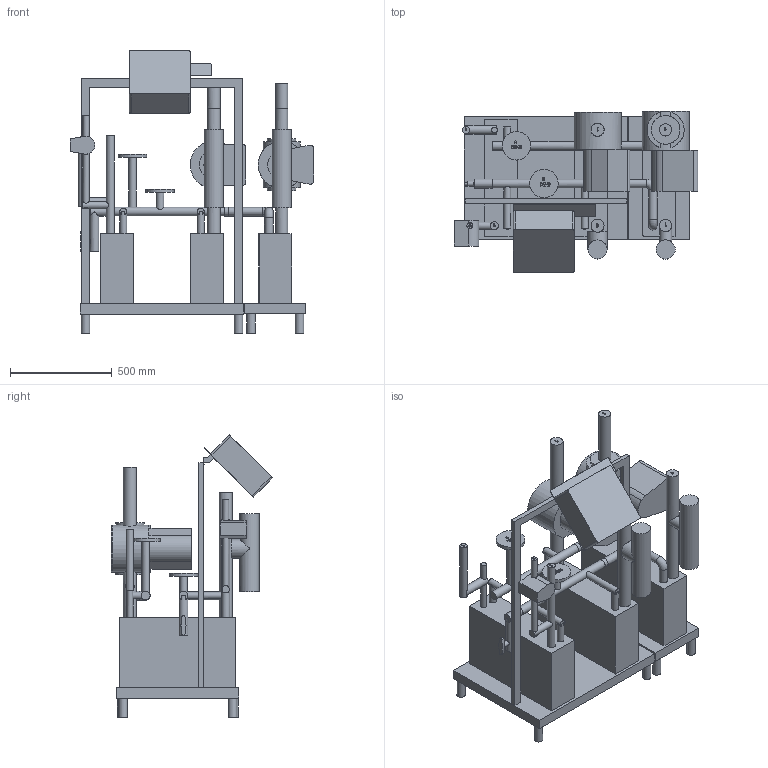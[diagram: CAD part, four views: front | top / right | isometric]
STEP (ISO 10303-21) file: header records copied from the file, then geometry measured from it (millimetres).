
FILE_DESCRIPTION(/* description */ (''),/* implementation_level */ '2;1');
FILE_NAME(/* name */ 'Matilda V3-R5+X5 D 1127001847 + 1127001860.stp',/* time_stamp */ '2020-11-10T13:35:31+01:00',/* author */ ('3113hani'),/* organization */ (''),/* preprocessor_version */ 'ST-DEVELOPER v17',/* originating_system */ 'Autodesk Inventor 2018',/* authorisation */ '');
FILE_SCHEMA (('CONFIG_CONTROL_DESIGN'));
Length unit declared in the file: millimetre
Products named in the file (1): Part2
Bounding box: 1196.46 x 791.81 x 1387 mm (x, y, z)
Volume: 193847828.5 mm3; surface area: 6177987.8 mm2
Topology: 6 solids, 6 shells, 744 faces, 1913 edges, 1273 vertices
Faces by surface type: plane 491, bspline 157, cylinder 92, torus 4
Full cylindrical faces by diameter (mm): 4.5 x4, 8 x2, 24.5 x1, 28 x1, 30 x2, 33.7 x4, 35.7 x1, 36 x2, 37.2 x2, 39.5 x1, 40.545 x8, 41.116 x3, 42 x1, 42.4 x2, 43.5 x2, 43.572 x3, 60.3 x3, 64 x3, 93.597 x1, 94 x2, 140 x4, 230 x2
Entity records: 24562 total; most frequent: CARTESIAN_POINT 7334, ORIENTED_EDGE 3826, DIRECTION 2942, EDGE_CURVE 1913, LINE 1320, VECTOR 1320, VERTEX_POINT 1273, EDGE_LOOP 842
